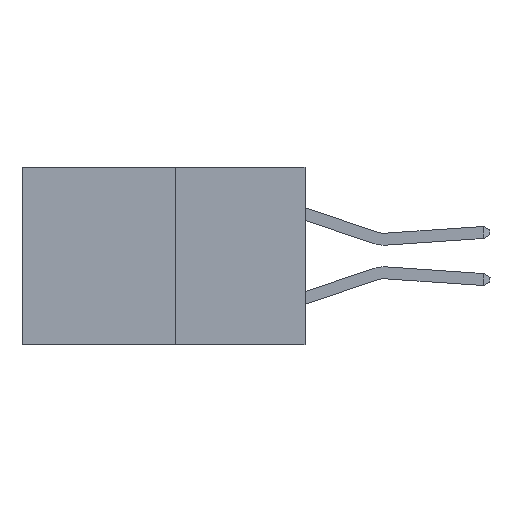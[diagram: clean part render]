
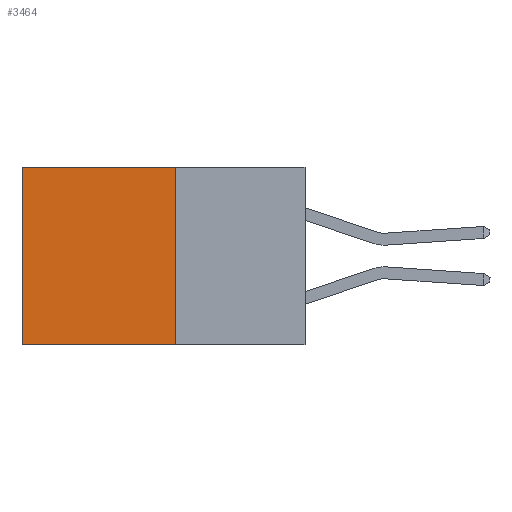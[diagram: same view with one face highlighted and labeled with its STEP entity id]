
A CAD part, left-side view. The second image highlights one B-rep face of the part: STEP entity #3464.
In plain terms, the highlighted planar face has unit normal (-1, 0, 0).
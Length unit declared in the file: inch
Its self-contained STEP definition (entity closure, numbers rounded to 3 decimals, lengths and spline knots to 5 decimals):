
#290 = VERTEX_POINT ( 'NONE', #9422 ) ;
#422 = CARTESIAN_POINT ( 'NONE',  ( 0.277, 0.59, -0.37 ) ) ;
#744 = VERTEX_POINT ( 'NONE', #7816 ) ;
#786 = VERTEX_POINT ( 'NONE', #8946 ) ;
#983 = DIRECTION ( 'NONE',  ( 0., 1., 0. ) ) ;
#1007 = CARTESIAN_POINT ( 'NONE',  ( 0.277, 0.27, 0. ) ) ;
#1229 = CARTESIAN_POINT ( 'NONE',  ( 0.277, 0.27, -0.37 ) ) ;
#2180 = VECTOR ( 'NONE', #983, 39.37008 ) ;
#2449 = ORIENTED_EDGE ( 'NONE', *, *, #7076, .T. ) ;
#2595 = ORIENTED_EDGE ( 'NONE', *, *, #3099, .T. ) ;
#2727 = DIRECTION ( 'NONE',  ( 0., 0., -1. ) ) ;
#2775 = VECTOR ( 'NONE', #8085, 39.37008 ) ;
#3099 = EDGE_CURVE ( 'NONE', #4004, #290, #10710, .T. ) ;
#3464 = ADVANCED_FACE ( 'NONE', ( #7160 ), #9139, .F. ) ;
#3700 = DIRECTION ( 'NONE',  ( 0., 0., -1. ) ) ;
#4004 = VERTEX_POINT ( 'NONE', #8009 ) ;
#4037 = ORIENTED_EDGE ( 'NONE', *, *, #9122, .F. ) ;
#4903 = DIRECTION ( 'NONE',  ( 1., 0., 0. ) ) ;
#5016 = ORIENTED_EDGE ( 'NONE', *, *, #9982, .F. ) ;
#7076 = EDGE_CURVE ( 'NONE', #786, #4004, #7303, .T. ) ;
#7100 = LINE ( 'NONE', #9710, #11300 ) ;
#7160 = FACE_OUTER_BOUND ( 'NONE', #9049, .T. ) ;
#7218 = CARTESIAN_POINT ( 'NONE',  ( 0.277, 0.27, -0.37 ) ) ;
#7303 = LINE ( 'NONE', #1007, #2180 ) ;
#7659 = AXIS2_PLACEMENT_3D ( 'NONE', #1229, #4903, #2727 ) ;
#7816 = CARTESIAN_POINT ( 'NONE',  ( 0.277, 0.27, -0.37 ) ) ;
#8009 = CARTESIAN_POINT ( 'NONE',  ( 0.277, 0.59, 0. ) ) ;
#8085 = DIRECTION ( 'NONE',  ( 0., 1., 0. ) ) ;
#8946 = CARTESIAN_POINT ( 'NONE',  ( 0.277, 0.27, 0. ) ) ;
#9049 = EDGE_LOOP ( 'NONE', ( #2595, #4037, #5016, #2449 ) ) ;
#9122 = EDGE_CURVE ( 'NONE', #744, #290, #10021, .T. ) ;
#9139 = PLANE ( 'NONE',  #7659 ) ;
#9422 = CARTESIAN_POINT ( 'NONE',  ( 0.277, 0.59, -0.37 ) ) ;
#9710 = CARTESIAN_POINT ( 'NONE',  ( 0.277, 0.27, -0.37 ) ) ;
#9982 = EDGE_CURVE ( 'NONE', #786, #744, #7100, .T. ) ;
#10021 = LINE ( 'NONE', #7218, #2775 ) ;
#10710 = LINE ( 'NONE', #422, #10977 ) ;
#10977 = VECTOR ( 'NONE', #3700, 39.37008 ) ;
#11300 = VECTOR ( 'NONE', #11370, 39.37008 ) ;
#11370 = DIRECTION ( 'NONE',  ( 0., 0., -1. ) ) ;
